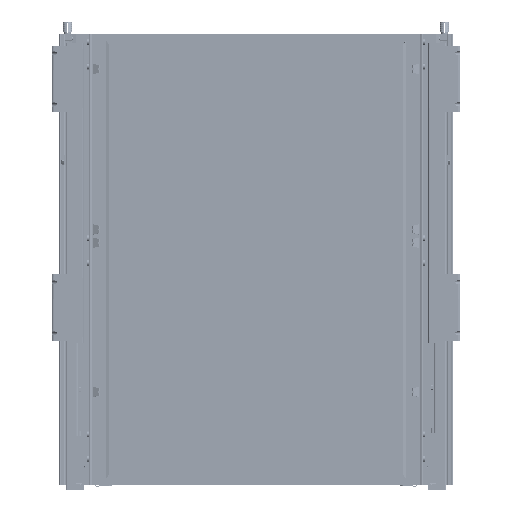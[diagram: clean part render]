
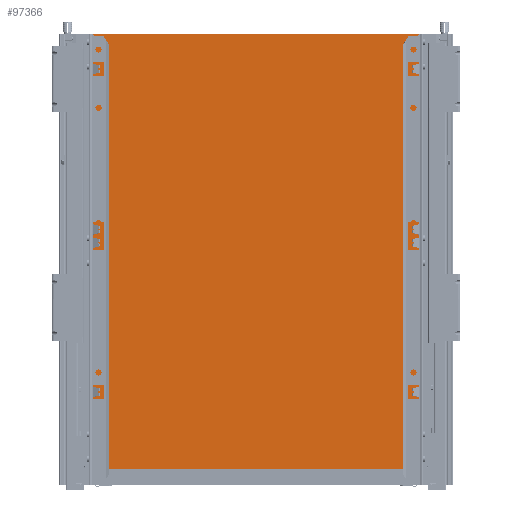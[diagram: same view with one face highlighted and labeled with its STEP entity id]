
A CAD part, front view. The second image highlights one B-rep face of the part: STEP entity #97366.
In plain terms, the highlighted face is planar.
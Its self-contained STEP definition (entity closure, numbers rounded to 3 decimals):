
#4888=PLANE('',#106338);
#9498=FACE_OUTER_BOUND('',#15125,.T.);
#15125=EDGE_LOOP('',(#82535,#82536,#82537,#82538));
#23591=LINE('',#181730,#33163);
#23595=LINE('',#181738,#33167);
#23598=LINE('',#181744,#33170);
#23601=LINE('',#181749,#33173);
#33163=VECTOR('',#128757,10.);
#33167=VECTOR('',#128763,10.);
#33170=VECTOR('',#128768,10.);
#33173=VECTOR('',#128773,10.);
#45528=VERTEX_POINT('',#181728);
#45529=VERTEX_POINT('',#181729);
#45532=VERTEX_POINT('',#181737);
#45534=VERTEX_POINT('',#181743);
#58248=EDGE_CURVE('',#45528,#45529,#23591,.T.);
#58252=EDGE_CURVE('',#45532,#45528,#23595,.T.);
#58255=EDGE_CURVE('',#45534,#45532,#23598,.T.);
#58258=EDGE_CURVE('',#45529,#45534,#23601,.T.);
#82535=ORIENTED_EDGE('',*,*,#58258,.F.);
#82536=ORIENTED_EDGE('',*,*,#58248,.F.);
#82537=ORIENTED_EDGE('',*,*,#58252,.F.);
#82538=ORIENTED_EDGE('',*,*,#58255,.F.);
#97366=ADVANCED_FACE('',(#9498),#4888,.F.);
#106338=AXIS2_PLACEMENT_3D('',#181752,#128777,#128778);
#128757=DIRECTION('',(-1.,0.,0.));
#128763=DIRECTION('',(0.,1.,0.));
#128768=DIRECTION('',(1.,0.,0.));
#128773=DIRECTION('',(0.,-1.,0.));
#128777=DIRECTION('center_axis',(0.,0.,1.));
#128778=DIRECTION('ref_axis',(1.,0.,0.));
#181728=CARTESIAN_POINT('',(162.5,0.,0.));
#181729=CARTESIAN_POINT('',(-162.5,0.,0.));
#181730=CARTESIAN_POINT('',(162.5,0.,0.));
#181737=CARTESIAN_POINT('',(162.5,-426.,0.));
#181738=CARTESIAN_POINT('',(162.5,-426.,0.));
#181743=CARTESIAN_POINT('',(-162.5,-426.,0.));
#181744=CARTESIAN_POINT('',(-162.5,-426.,0.));
#181749=CARTESIAN_POINT('',(-162.5,0.,0.));
#181752=CARTESIAN_POINT('Origin',(0.,-213.,0.));
